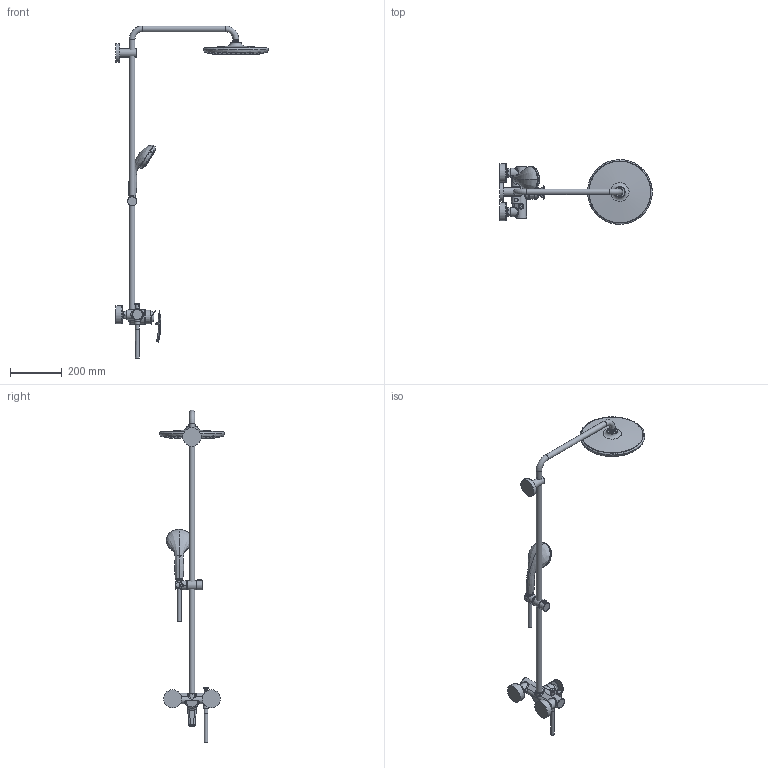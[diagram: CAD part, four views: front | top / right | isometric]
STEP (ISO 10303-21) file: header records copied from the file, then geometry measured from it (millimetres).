
FILE_DESCRIPTION(/* description */ ('Unknown'),/* implementation_level */ '2;1');
FILE_NAME(/* name */ '26679000',/* time_stamp */ '2022-09-07T07:33:09+02:00',/* author */ ('Unknown'),/* organization */ ('GROHE AG'),/* preprocessor_version */ 'ST-DEVELOPER v16.7',/* originating_system */ 'DEX',/* authorisation */ $);
FILE_SCHEMA (('AUTOMOTIVE_DESIGN {1 0 10303 214 3 1 1}'));
Products named in the file (12): 26679000; 26679000_0; id79; 50.9697.1_Standard; 50.9702.1_Standard; A_4282152_eurostyle_basin mixer_lever head; DF_REVOL; extrude#; HEALED_BODY_2  ; Housing; trim_sur
Assembly tree (11 placements, depth 2):
  26679000
    26679000
    26679000_0
    id79
    50.9697.1_Standard
    50.9702.1_Standard
    A_4282152_eurostyle_basin mixer_lever head
    DF_REVOL
    extrude#
    HEALED_BODY_2  
    Housing
    trim_sur
Bounding box: 588.22 x 249.85 x 1280.24 mm (x, y, z)
Volume: 253901.9 mm3; surface area: 414710.1 mm2
Topology: 3 solids, 345 shells, 1714 faces, 6762 edges, 5242 vertices
Faces by surface type: bspline 856, cylinder 433, cone 149, torus 128, sphere 77, plane 71
Full cylindrical faces by diameter (mm): 1 x114, 2.2 x40, 2.8 x51, 3.6 x14, 3.8 x126, 4.134 x1, 11.4 x1, 13 x1, 14.262 x2, 15 x2, 15.196 x1, 18.196 x1, 19.9 x1, 20.955 x1, 20.96 x1, 22 x3, 22.376 x1, 22.6 x1, 23 x1, 31.3 x1, 33.4 x2, 36 x3, 36.8 x2, 40 x1, 52.3 x1, 54 x1, 55 x1, 70 x2, 71 x1, 90.2 x1
Entity records: 108927 total; most frequent: CARTESIAN_POINT 67276, ORIENTED_EDGE 6969, EDGE_CURVE 5091, VERTEX_POINT 4471, DIRECTION 3902, B_SPLINE_CURVE_WITH_KNOTS 3885, EDGE_LOOP 2778, FACE_BOUND 2778
